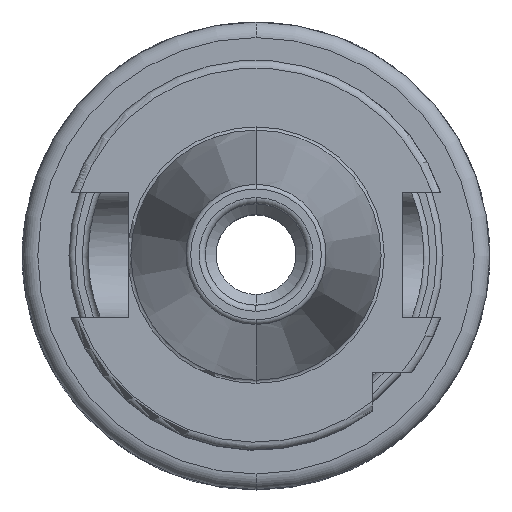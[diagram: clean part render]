
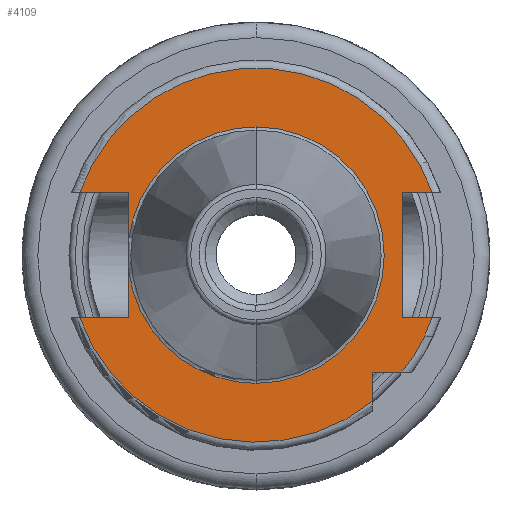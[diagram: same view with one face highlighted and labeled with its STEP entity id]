
A CAD part, top view. The second image highlights one B-rep face of the part: STEP entity #4109.
In plain terms, the highlighted planar face has unit normal (0, 0, 1).
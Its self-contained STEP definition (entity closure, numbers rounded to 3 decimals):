
#482=DIRECTION('',(1,0,0));
#483=VECTOR('',#482,6.31);
#484=CARTESIAN_POINT('',(-22.61,-8.05,15.9));
#485=LINE('',#484,#483);
#486=DIRECTION('',(0,1,0));
#487=VECTOR('',#486,5.834);
#488=CARTESIAN_POINT('',(-16.3,-8.05,15.9));
#489=LINE('',#488,#487);
#490=DIRECTION('',(0,1,0));
#491=VECTOR('',#490,5.834);
#492=CARTESIAN_POINT('',(-16.3,2.216,15.9));
#493=LINE('',#492,#491);
#494=DIRECTION('',(1,0,0));
#495=VECTOR('',#494,6.31);
#496=CARTESIAN_POINT('',(-22.61,8.05,15.9));
#497=LINE('',#496,#495);
#498=DIRECTION('',(-1,0,0));
#499=VECTOR('',#498,3.81);
#500=CARTESIAN_POINT('',(22.61,8.05,15.9));
#501=LINE('',#500,#499);
#502=DIRECTION('',(0,-1,0));
#503=VECTOR('',#502,16.1);
#504=CARTESIAN_POINT('',(18.8,8.05,15.9));
#505=LINE('',#504,#503);
#506=DIRECTION('',(-1,0,0));
#507=VECTOR('',#506,3.81);
#508=CARTESIAN_POINT('',(22.61,-8.05,15.9));
#509=LINE('',#508,#507);
#510=CARTESIAN_POINT('',(0,0,15.9));
#511=DIRECTION('',(0,0,1));
#512=DIRECTION('',(0.781,-0.625,0));
#513=AXIS2_PLACEMENT_3D('',#510,#511,#512);
#515=DIRECTION('',(-1,0,0));
#516=VECTOR('',#515,3.735);
#517=CARTESIAN_POINT('',(18.735,-15,15.9));
#518=LINE('',#517,#516);
#519=DIRECTION('',(0,1,0));
#520=VECTOR('',#519,3.735);
#521=CARTESIAN_POINT('',(15,-18.735,15.9));
#522=LINE('',#521,#520);
#534=CARTESIAN_POINT('',(0,0,15.9));
#535=DIRECTION('',(0,0,1));
#536=DIRECTION('',(0,1,0));
#537=AXIS2_PLACEMENT_3D('',#534,#535,#536);
#549=CARTESIAN_POINT('',(0,0,15.9));
#550=DIRECTION('',(0,0,1));
#551=DIRECTION('',(-0.991,-0.135,0));
#552=AXIS2_PLACEMENT_3D('',#549,#550,#551);
#554=CARTESIAN_POINT('',(0,0,15.9));
#555=DIRECTION('',(0,0,-1));
#556=DIRECTION('',(0,1,0));
#557=AXIS2_PLACEMENT_3D('',#554,#555,#556);
#2524=CARTESIAN_POINT('',(0,0,15.9));
#2525=DIRECTION('',(0,0,1));
#2526=DIRECTION('',(0.942,0.335,0));
#2527=AXIS2_PLACEMENT_3D('',#2524,#2525,#2526);
#2575=CARTESIAN_POINT('',(0,0,15.9));
#2576=DIRECTION('',(0,0,1));
#2577=DIRECTION('',(-0.942,-0.335,0));
#2578=AXIS2_PLACEMENT_3D('',#2575,#2576,#2577);
#2950=CARTESIAN_POINT('',(0,16.45,15.9));
#2952=VERTEX_POINT('',#2950);
#2972=CARTESIAN_POINT('',(0,-16.45,15.9));
#2974=VERTEX_POINT('',#2972);
#3062=CARTESIAN_POINT('',(-22.61,-8.05,15.9));
#3063=CARTESIAN_POINT('',(-16.3,-8.05,15.9));
#3064=VERTEX_POINT('',#3062);
#3065=VERTEX_POINT('',#3063);
#3066=CARTESIAN_POINT('',(-16.3,-2.216,15.9));
#3067=VERTEX_POINT('',#3066);
#3068=CARTESIAN_POINT('',(-16.3,2.216,15.9));
#3069=CARTESIAN_POINT('',(-16.3,8.05,15.9));
#3070=VERTEX_POINT('',#3068);
#3071=VERTEX_POINT('',#3069);
#3072=CARTESIAN_POINT('',(-22.61,8.05,15.9));
#3073=VERTEX_POINT('',#3072);
#3074=CARTESIAN_POINT('',(18.8,8.05,15.9));
#3075=CARTESIAN_POINT('',(18.8,-8.05,15.9));
#3076=VERTEX_POINT('',#3074);
#3077=VERTEX_POINT('',#3075);
#3078=CARTESIAN_POINT('',(22.61,-8.05,15.9));
#3079=VERTEX_POINT('',#3078);
#3080=CARTESIAN_POINT('',(22.61,8.05,15.9));
#3081=VERTEX_POINT('',#3080);
#3082=CARTESIAN_POINT('',(15,-18.735,15.9));
#3083=CARTESIAN_POINT('',(15,-15,15.9));
#3084=VERTEX_POINT('',#3082);
#3085=VERTEX_POINT('',#3083);
#3086=CARTESIAN_POINT('',(18.735,-15,15.9));
#3087=VERTEX_POINT('',#3086);
#4081=CARTESIAN_POINT('',(0,0,15.9));
#4082=DIRECTION('',(0,0,-1));
#4083=DIRECTION('',(0,-1,0));
#4084=AXIS2_PLACEMENT_3D('',#4081,#4082,#4083);
#4085=PLANE('',#4084);
#4086=ORIENTED_EDGE('',*,*,#3923,.T.);
#4087=ORIENTED_EDGE('',*,*,#3908,.T.);
#4089=ORIENTED_EDGE('',*,*,#4088,.T.);
#4091=ORIENTED_EDGE('',*,*,#4090,.F.);
#4093=ORIENTED_EDGE('',*,*,#4092,.T.);
#4094=ORIENTED_EDGE('',*,*,#3904,.T.);
#4095=ORIENTED_EDGE('',*,*,#3889,.F.);
#4097=ORIENTED_EDGE('',*,*,#4096,.F.);
#4098=ORIENTED_EDGE('',*,*,#3691,.T.);
#4099=ORIENTED_EDGE('',*,*,#3604,.T.);
#4100=ORIENTED_EDGE('',*,*,#3589,.F.);
#4102=ORIENTED_EDGE('',*,*,#4101,.F.);
#4103=ORIENTED_EDGE('',*,*,#4048,.T.);
#4104=ORIENTED_EDGE('',*,*,#4018,.F.);
#4106=ORIENTED_EDGE('',*,*,#4105,.F.);
#4107=EDGE_LOOP('',(#4086,#4087,#4089,#4091,#4093,#4094,#4095,#4097,#4098,#4099,
#4100,#4102,#4103,#4104,#4106));
#4108=FACE_OUTER_BOUND('',#4107,.F.);
#4109=ADVANCED_FACE('',(#4108),#4085,.F.);
#514=CIRCLE('',#513,24);
#538=CIRCLE('',#537,16.45);
#553=CIRCLE('',#552,16.45);
#558=CIRCLE('',#557,16.45);
#2528=CIRCLE('',#2527,24);
#2579=CIRCLE('',#2578,24);
#3589=EDGE_CURVE('',#3079,#3077,#509,.T.);
#3604=EDGE_CURVE('',#3076,#3077,#505,.T.);
#3691=EDGE_CURVE('',#3081,#3076,#501,.T.);
#3889=EDGE_CURVE('',#3073,#3071,#497,.T.);
#3904=EDGE_CURVE('',#3070,#3071,#493,.T.);
#3908=EDGE_CURVE('',#3065,#3067,#489,.T.);
#3923=EDGE_CURVE('',#3064,#3065,#485,.T.);
#4018=EDGE_CURVE('',#3084,#3085,#522,.T.);
#4048=EDGE_CURVE('',#3087,#3085,#518,.T.);
#4088=EDGE_CURVE('',#3067,#2974,#553,.T.);
#4090=EDGE_CURVE('',#2952,#2974,#558,.T.);
#4092=EDGE_CURVE('',#2952,#3070,#538,.T.);
#4096=EDGE_CURVE('',#3081,#3073,#2528,.T.);
#4101=EDGE_CURVE('',#3087,#3079,#514,.T.);
#4105=EDGE_CURVE('',#3064,#3084,#2579,.T.);
